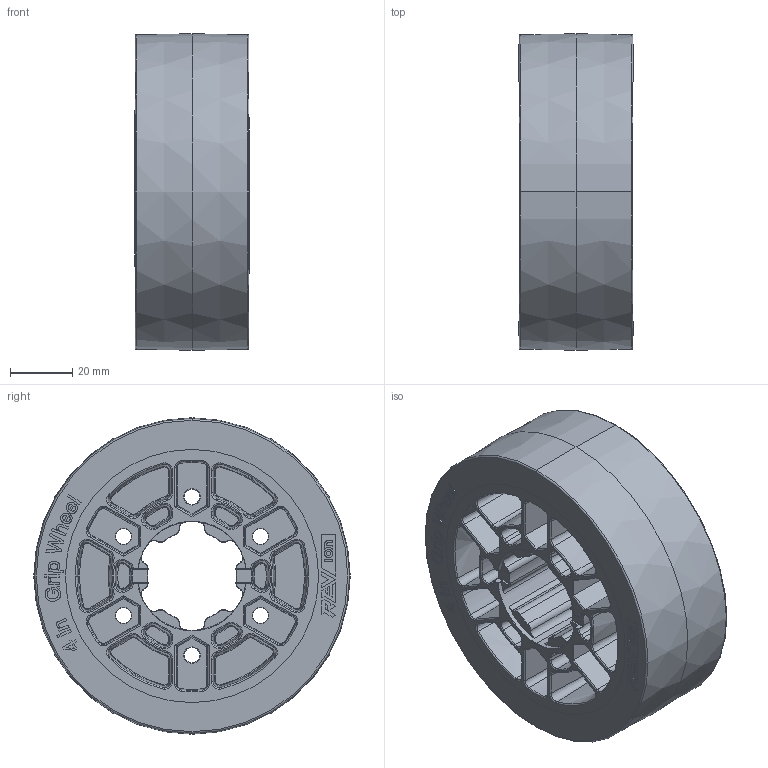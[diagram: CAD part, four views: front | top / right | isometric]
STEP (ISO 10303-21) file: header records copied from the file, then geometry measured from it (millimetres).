
FILE_DESCRIPTION (( 'STEP AP203' ), '1' );
FILE_NAME ('Grip Wheel - 4in - MAXSpline.STEP', '2022-04-05T14:36:07', ( '' ), ( '' ), 'SwSTEP 2.0', 'SolidWorks 2022', '' );
FILE_SCHEMA (( 'CONFIG_CONTROL_DESIGN' ));
Length unit declared in the file: inch
Products named in the file (1): Grip Wheel - 4in - MAXSpline
Bounding box: 36.71 x 101.6 x 101.6 mm (x, y, z)
Volume: 211333.4 mm3; surface area: 86561.7 mm2
Topology: 2 solids, 2 shells, 2463 faces, 6101 edges, 3612 vertices
Faces by surface type: torus 710, plane 606, bspline 470, cone 346, cylinder 315, sphere 16
Entity records: 78122 total; most frequent: CARTESIAN_POINT 22227, ORIENTED_EDGE 12010, DIRECTION 11435, EDGE_CURVE 6005, AXIS2_PLACEMENT_3D 4508, VERTEX_POINT 3612, EDGE_LOOP 2569, CIRCLE 2514
